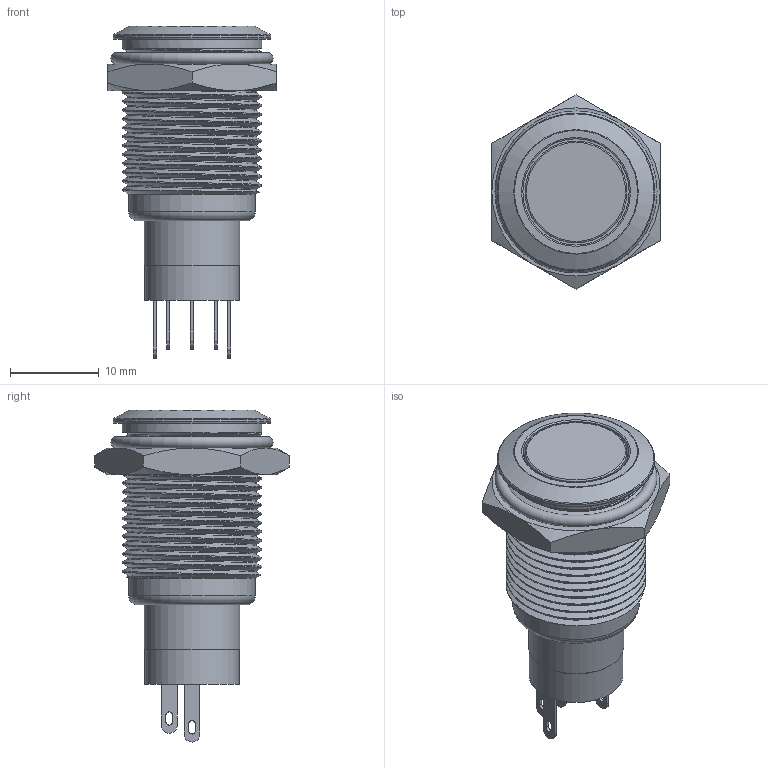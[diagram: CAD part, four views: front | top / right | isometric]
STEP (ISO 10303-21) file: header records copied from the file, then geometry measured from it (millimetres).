
FILE_DESCRIPTION(/* description */ (''),/* implementation_level */ '2;1');
FILE_NAME(/* name */ '16mm Blank Button.step',/* time_stamp */ '2020-11-09T02:28:40+00:00',/* author */ (''),/* organization */ (''),/* preprocessor_version */ 'ST-DEVELOPER v18.1',/* originating_system */ 'Autodesk Translation Framework v9.3.0.1241',/* authorisation */ '');
FILE_SCHEMA (('AUTOMOTIVE_DESIGN { 1 0 10303 214 3 1 1 }'));
Length unit declared in the file: millimetre
Products named in the file (4): 16mm Blank Button; 16mm Power Button; Metal LED Illuminated Latching 16mm Power Push Button ON-OFF Switch 1
2V; Metal LED Illuminated Latching 16mm Power Push Button ON-OFF Switch 1
2V (1)
Assembly tree (3 placements, depth 3):
  16mm Blank Button
    16mm Power Button
      Metal LED Illuminated Latching 16mm Power Push Button ON-OFF Switch 1
2V
      Metal LED Illuminated Latching 16mm Power Push Button ON-OFF Switch 1
2V (1)
Bounding box: 19 x 21.94 x 37.5 mm (x, y, z)
Volume: 5207.7 mm3; surface area: 3422.6 mm2
Topology: 8 solids, 8 shells, 118 faces, 275 edges, 177 vertices
Faces by surface type: plane 52, cylinder 40, cone 16, torus 7, bspline 3
Full cylindrical faces by diameter (mm): 10.65 x1, 10.8 x1, 11.5 x1, 11.8 x1, 12 x1, 14.3 x1, 15 x1, 15.8 x16, 17.8 x1
Entity records: 7762 total; most frequent: CARTESIAN_POINT 4953, ORIENTED_EDGE 550, DIRECTION 535, EDGE_CURVE 275, AXIS2_PLACEMENT_3D 205, VERTEX_POINT 177, EDGE_LOOP 136, LINE 125
